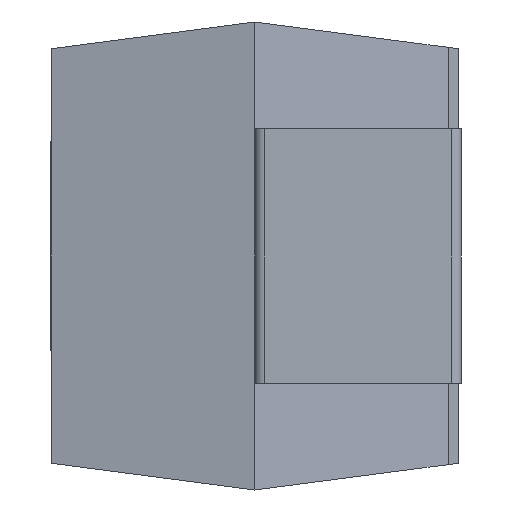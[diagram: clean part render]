
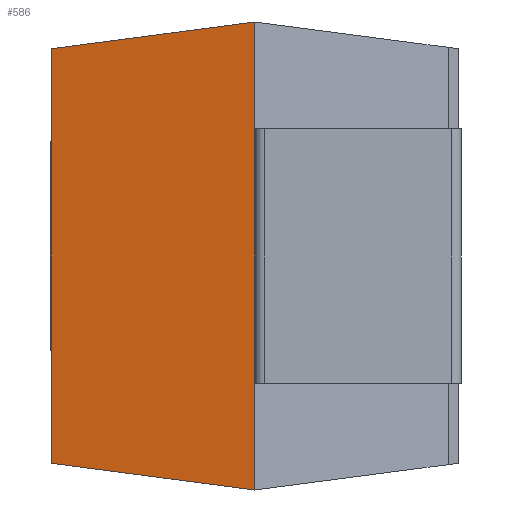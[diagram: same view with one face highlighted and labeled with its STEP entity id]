
A CAD part, left-side view. The second image highlights one B-rep face of the part: STEP entity #586.
In plain terms, the highlighted planar face has unit normal (-0.984, 0.179, 0).
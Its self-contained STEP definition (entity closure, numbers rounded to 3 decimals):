
#7 = LINE ( 'NONE', #897, #1406 ) ;
#41 = CARTESIAN_POINT ( 'NONE',  ( 0., 2., -3.55 ) ) ;
#58 = FACE_OUTER_BOUND ( 'NONE', #3702, .T. ) ;
#89 = CARTESIAN_POINT ( 'NONE',  ( 0., 2., -4.6 ) ) ;
#147 = ORIENTED_EDGE ( 'NONE', *, *, #1187, .F. ) ;
#160 = VECTOR ( 'NONE', #3019, 1000. ) ;
#322 = EDGE_CURVE ( 'NONE', #1263, #634, #850, .T. ) ;
#336 = DIRECTION ( 'NONE',  ( 0., 0., 1. ) ) ;
#345 = VERTEX_POINT ( 'NONE', #1775 ) ;
#586 = ADVANCED_FACE ( 'NONE', ( #58 ), #1265, .T. ) ;
#634 = VERTEX_POINT ( 'NONE', #3481 ) ;
#678 = EDGE_CURVE ( 'NONE', #2143, #345, #2215, .T. ) ;
#850 = LINE ( 'NONE', #1193, #160 ) ;
#894 = VERTEX_POINT ( 'NONE', #41 ) ;
#897 = CARTESIAN_POINT ( 'NONE',  ( 0., 2., -4.6 ) ) ;
#938 = CARTESIAN_POINT ( 'NONE',  ( 0.364, 4., -4.337 ) ) ;
#1013 = ORIENTED_EDGE ( 'NONE', *, *, #678, .F. ) ;
#1027 = EDGE_CURVE ( 'NONE', #634, #894, #7, .T. ) ;
#1073 = CARTESIAN_POINT ( 'NONE',  ( 0.364, 4., -0.263 ) ) ;
#1131 = ORIENTED_EDGE ( 'NONE', *, *, #2753, .T. ) ;
#1187 = EDGE_CURVE ( 'NONE', #1263, #2143, #2158, .T. ) ;
#1193 = CARTESIAN_POINT ( 'NONE',  ( -0.347, 0.096, -4.85 ) ) ;
#1263 = VERTEX_POINT ( 'NONE', #938 ) ;
#1265 = PLANE ( 'NONE',  #1616 ) ;
#1300 = VECTOR ( 'NONE', #3411, 1000. ) ;
#1404 = CARTESIAN_POINT ( 'NONE',  ( 0., 2., -1.05 ) ) ;
#1406 = VECTOR ( 'NONE', #2356, 1000. ) ;
#1616 = AXIS2_PLACEMENT_3D ( 'NONE', #3783, #2837, #1663 ) ;
#1663 = DIRECTION ( 'NONE',  ( -0.179, -0.984, 0. ) ) ;
#1727 = ORIENTED_EDGE ( 'NONE', *, *, #322, .T. ) ;
#1775 = CARTESIAN_POINT ( 'NONE',  ( 0., 2., 0. ) ) ;
#1884 = CARTESIAN_POINT ( 'NONE',  ( 0.364, 4., -4.6 ) ) ;
#1970 = VECTOR ( 'NONE', #2727, 1000. ) ;
#2143 = VERTEX_POINT ( 'NONE', #1073 ) ;
#2158 = LINE ( 'NONE', #1884, #1970 ) ;
#2160 = VECTOR ( 'NONE', #336, 1000. ) ;
#2215 = LINE ( 'NONE', #2628, #1300 ) ;
#2257 = ORIENTED_EDGE ( 'NONE', *, *, #1027, .T. ) ;
#2321 = ORIENTED_EDGE ( 'NONE', *, *, #2726, .T. ) ;
#2356 = DIRECTION ( 'NONE',  ( 0., 0., 1. ) ) ;
#2401 = VERTEX_POINT ( 'NONE', #1404 ) ;
#2414 = LINE ( 'NONE', #3613, #2160 ) ;
#2526 = DIRECTION ( 'NONE',  ( 0., 0., 1. ) ) ;
#2628 = CARTESIAN_POINT ( 'NONE',  ( -0.242, 0.671, 0.175 ) ) ;
#2726 = EDGE_CURVE ( 'NONE', #894, #2401, #2414, .T. ) ;
#2727 = DIRECTION ( 'NONE',  ( 0., 0., 1. ) ) ;
#2753 = EDGE_CURVE ( 'NONE', #2401, #345, #3108, .T. ) ;
#2837 = DIRECTION ( 'NONE',  ( -0.984, 0.179, 0. ) ) ;
#3019 = DIRECTION ( 'NONE',  ( -0.178, -0.976, -0.128 ) ) ;
#3108 = LINE ( 'NONE', #89, #3169 ) ;
#3169 = VECTOR ( 'NONE', #2526, 1000. ) ;
#3411 = DIRECTION ( 'NONE',  ( -0.178, -0.976, 0.128 ) ) ;
#3481 = CARTESIAN_POINT ( 'NONE',  ( 0., 2., -4.6 ) ) ;
#3613 = CARTESIAN_POINT ( 'NONE',  ( 0., 2., -4.6 ) ) ;
#3702 = EDGE_LOOP ( 'NONE', ( #147, #1727, #2257, #2321, #1131, #1013 ) ) ;
#3783 = CARTESIAN_POINT ( 'NONE',  ( -0.352, 0.064, -4.6 ) ) ;
